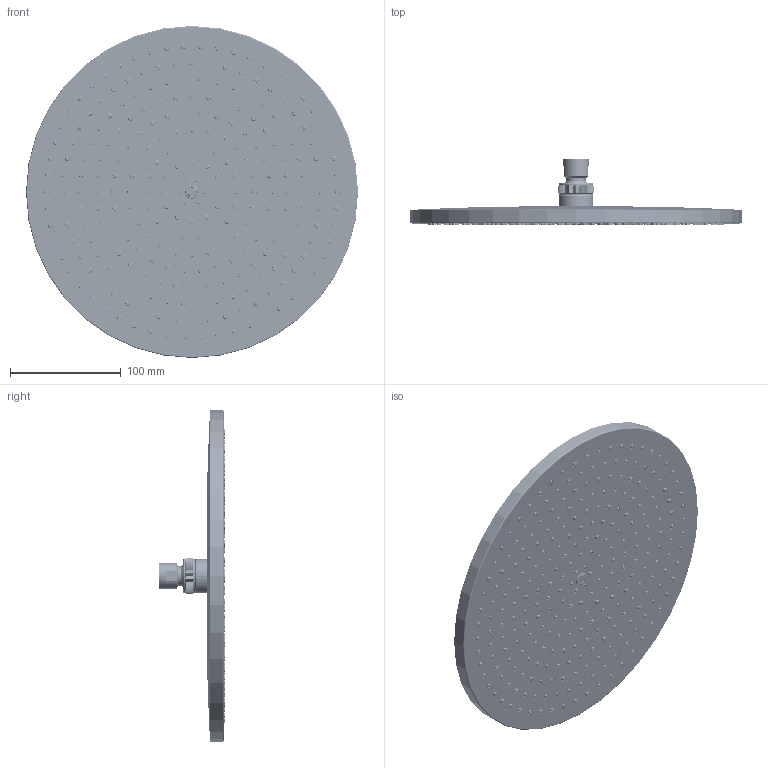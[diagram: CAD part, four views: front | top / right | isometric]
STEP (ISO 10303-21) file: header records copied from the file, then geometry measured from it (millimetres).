
FILE_DESCRIPTION((''),'2;1');
FILE_NAME('30A-00_ASM','2019-12-05T',('Administrator'),(''),'PRO/ENGINEER BY PARAMETRIC TECHNOLOGY CORPORATION, 2010280','PRO/ENGINEER BY PARAMETRIC TECHNOLOGY CORPORATION, 2010280','');
FILE_SCHEMA(('CONFIG_CONTROL_DESIGN'));
Length unit declared in the file: millimetre
Products named in the file (12): 30A-01; 30A-02; 30A-04; 29A-10; 29A-02; 29A-05; 29A-01; 29A-21; 29A-22; P-D; 26B-07; 30A-00_ASM
Assembly tree (26 placements, depth 2):
  30A-00_ASM
    30A-01
    30A-02
    30A-04
    29A-10
    29A-02
    29A-05
    29A-01
    29A-21
    29A-22
    P-D
    26B-07  x16
Bounding box: 300 x 59.7 x 300 mm (x, y, z)
Volume: 258077.1 mm3; surface area: 478912.3 mm2
Topology: 26 solids, 26 shells, 5003 faces, 11858 edges, 7251 vertices
Faces by surface type: cylinder 1697, torus 1098, bspline 893, cone 666, plane 613, sphere 36
Entity records: 222360 total; most frequent: CARTESIAN_POINT 126238, DIRECTION 20078, ORIENTED_EDGE 19756, EDGE_CURVE 9878, AXIS2_PLACEMENT_3D 8922, VERTEX_POINT 6006, EDGE_LOOP 5620, CIRCLE 5299
